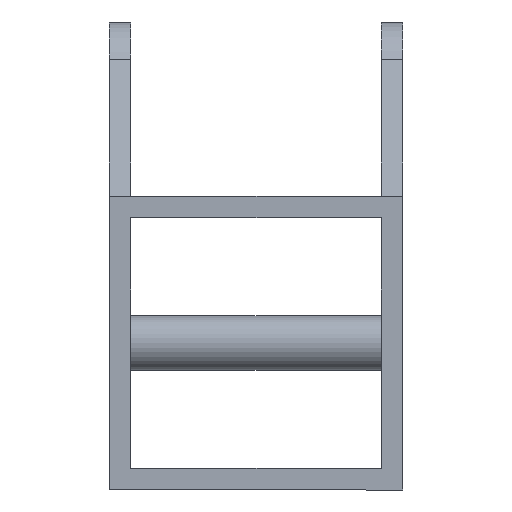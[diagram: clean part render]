
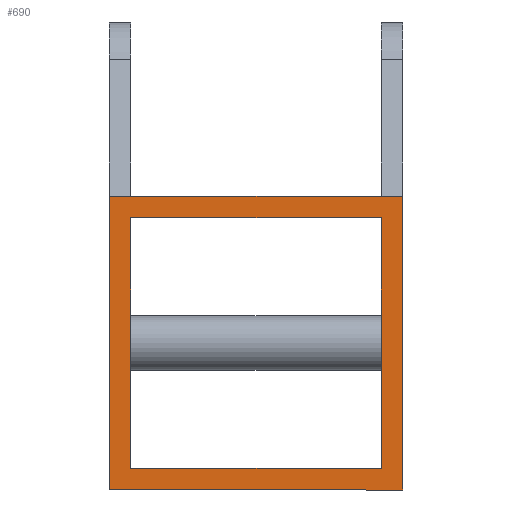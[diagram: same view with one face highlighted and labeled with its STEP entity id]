
A CAD part, left-side view. The second image highlights one B-rep face of the part: STEP entity #690.
In plain terms, the highlighted planar face has unit normal (-1, 0, 0).
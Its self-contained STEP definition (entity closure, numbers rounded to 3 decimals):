
#4 = LINE ( 'NONE', #465, #295 ) ;
#34 = VECTOR ( 'NONE', #821, 1000. ) ;
#46 = VERTEX_POINT ( 'NONE', #652 ) ;
#51 = EDGE_CURVE ( 'NONE', #82, #804, #4, .T. ) ;
#66 = VECTOR ( 'NONE', #294, 1000. ) ;
#69 = DIRECTION ( 'NONE',  ( 0., 0., 1. ) ) ;
#82 = VERTEX_POINT ( 'NONE', #595 ) ;
#98 = CARTESIAN_POINT ( 'NONE',  ( -4200., 20., 115. ) ) ;
#103 = EDGE_CURVE ( 'NONE', #325, #743, #505, .T. ) ;
#104 = VECTOR ( 'NONE', #880, 1000. ) ;
#113 = EDGE_CURVE ( 'NONE', #230, #46, #654, .T. ) ;
#120 = VERTEX_POINT ( 'NONE', #874 ) ;
#121 = DIRECTION ( 'NONE',  ( 0., 0., 1. ) ) ;
#124 = PLANE ( 'NONE',  #752 ) ;
#148 = CARTESIAN_POINT ( 'NONE',  ( -4200., 270., 135. ) ) ;
#151 = VECTOR ( 'NONE', #476, 1000. ) ;
#152 = VECTOR ( 'NONE', #648, 1000. ) ;
#157 = LINE ( 'NONE', #825, #66 ) ;
#160 = EDGE_CURVE ( 'NONE', #120, #230, #750, .T. ) ;
#170 = LINE ( 'NONE', #776, #152 ) ;
#180 = FACE_BOUND ( 'NONE', #741, .T. ) ;
#199 = ORIENTED_EDGE ( 'NONE', *, *, #854, .T. ) ;
#221 = EDGE_CURVE ( 'NONE', #260, #875, #157, .T. ) ;
#222 = ORIENTED_EDGE ( 'NONE', *, *, #769, .F. ) ;
#224 = LINE ( 'NONE', #459, #239 ) ;
#225 = FACE_OUTER_BOUND ( 'NONE', #410, .T. ) ;
#230 = VERTEX_POINT ( 'NONE', #682 ) ;
#239 = VECTOR ( 'NONE', #276, 1000. ) ;
#260 = VERTEX_POINT ( 'NONE', #759 ) ;
#276 = DIRECTION ( 'NONE',  ( 0., -1., 0. ) ) ;
#279 = CARTESIAN_POINT ( 'NONE',  ( -4200., 250., 115. ) ) ;
#294 = DIRECTION ( 'NONE',  ( 0., 0., 1. ) ) ;
#295 = VECTOR ( 'NONE', #69, 1000. ) ;
#325 = VERTEX_POINT ( 'NONE', #98 ) ;
#330 = CARTESIAN_POINT ( 'NONE',  ( -4200., 0., 0. ) ) ;
#333 = DIRECTION ( 'NONE',  ( 0., 0., -1. ) ) ;
#337 = CARTESIAN_POINT ( 'NONE',  ( -4200., 250., 115. ) ) ;
#339 = EDGE_CURVE ( 'NONE', #46, #260, #453, .T. ) ;
#341 = CARTESIAN_POINT ( 'NONE',  ( -4200., 270., 135. ) ) ;
#385 = ORIENTED_EDGE ( 'NONE', *, *, #339, .F. ) ;
#391 = DIRECTION ( 'NONE',  ( -1., 0., 0. ) ) ;
#410 = EDGE_LOOP ( 'NONE', ( #600, #385, #711, #635, #541, #222 ) ) ;
#413 = CARTESIAN_POINT ( 'NONE',  ( -4200., 0., -135. ) ) ;
#424 = EDGE_CURVE ( 'NONE', #743, #82, #170, .T. ) ;
#427 = CARTESIAN_POINT ( 'NONE',  ( -4200., 20., 135. ) ) ;
#440 = CARTESIAN_POINT ( 'NONE',  ( -4200., 270., -135. ) ) ;
#453 = LINE ( 'NONE', #440, #689 ) ;
#459 = CARTESIAN_POINT ( 'NONE',  ( -4200., 270., 135. ) ) ;
#465 = CARTESIAN_POINT ( 'NONE',  ( -4200., 250., 115. ) ) ;
#476 = DIRECTION ( 'NONE',  ( 0., -1., 0. ) ) ;
#478 = VERTEX_POINT ( 'NONE', #712 ) ;
#482 = CARTESIAN_POINT ( 'NONE',  ( -4200., 20., 115. ) ) ;
#488 = DIRECTION ( 'NONE',  ( 0., -1., 0. ) ) ;
#505 = LINE ( 'NONE', #482, #104 ) ;
#541 = ORIENTED_EDGE ( 'NONE', *, *, #703, .F. ) ;
#558 = LINE ( 'NONE', #341, #151 ) ;
#593 = VECTOR ( 'NONE', #488, 1000. ) ;
#595 = CARTESIAN_POINT ( 'NONE',  ( -4200., 250., -115. ) ) ;
#600 = ORIENTED_EDGE ( 'NONE', *, *, #221, .F. ) ;
#606 = CARTESIAN_POINT ( 'NONE',  ( -4200., 20., -115. ) ) ;
#634 = VECTOR ( 'NONE', #333, 1000. ) ;
#635 = ORIENTED_EDGE ( 'NONE', *, *, #160, .F. ) ;
#648 = DIRECTION ( 'NONE',  ( 0., 1., 0. ) ) ;
#652 = CARTESIAN_POINT ( 'NONE',  ( -4200., 0., -135. ) ) ;
#654 = LINE ( 'NONE', #413, #634 ) ;
#675 = ORIENTED_EDGE ( 'NONE', *, *, #51, .T. ) ;
#682 = CARTESIAN_POINT ( 'NONE',  ( -4200., 0., 135. ) ) ;
#689 = VECTOR ( 'NONE', #770, 1000. ) ;
#690 = ADVANCED_FACE ( 'NONE', ( #180, #225 ), #124, .T. ) ;
#703 = EDGE_CURVE ( 'NONE', #478, #120, #224, .T. ) ;
#711 = ORIENTED_EDGE ( 'NONE', *, *, #113, .F. ) ;
#712 = CARTESIAN_POINT ( 'NONE',  ( -4200., 250., 135. ) ) ;
#715 = LINE ( 'NONE', #279, #593 ) ;
#731 = ORIENTED_EDGE ( 'NONE', *, *, #103, .T. ) ;
#732 = ORIENTED_EDGE ( 'NONE', *, *, #424, .T. ) ;
#741 = EDGE_LOOP ( 'NONE', ( #199, #731, #732, #675 ) ) ;
#743 = VERTEX_POINT ( 'NONE', #606 ) ;
#750 = LINE ( 'NONE', #427, #34 ) ;
#752 = AXIS2_PLACEMENT_3D ( 'NONE', #330, #391, #121 ) ;
#759 = CARTESIAN_POINT ( 'NONE',  ( -4200., 270., -135. ) ) ;
#769 = EDGE_CURVE ( 'NONE', #875, #478, #558, .T. ) ;
#770 = DIRECTION ( 'NONE',  ( 0., 1., 0. ) ) ;
#776 = CARTESIAN_POINT ( 'NONE',  ( -4200., 250., -115. ) ) ;
#804 = VERTEX_POINT ( 'NONE', #337 ) ;
#821 = DIRECTION ( 'NONE',  ( 0., -1., 0. ) ) ;
#825 = CARTESIAN_POINT ( 'NONE',  ( -4200., 270., 135. ) ) ;
#854 = EDGE_CURVE ( 'NONE', #804, #325, #715, .T. ) ;
#874 = CARTESIAN_POINT ( 'NONE',  ( -4200., 20., 135. ) ) ;
#875 = VERTEX_POINT ( 'NONE', #148 ) ;
#880 = DIRECTION ( 'NONE',  ( 0., 0., -1. ) ) ;
